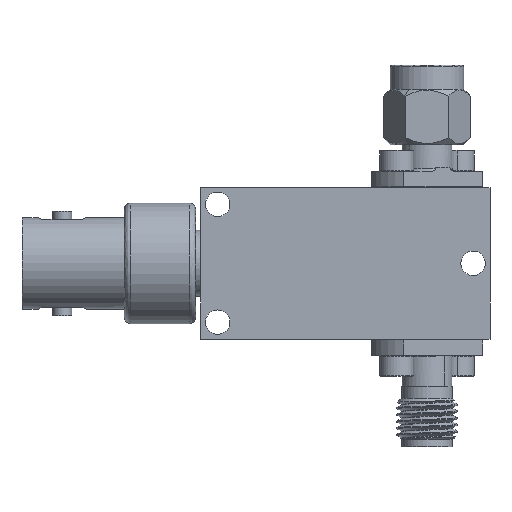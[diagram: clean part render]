
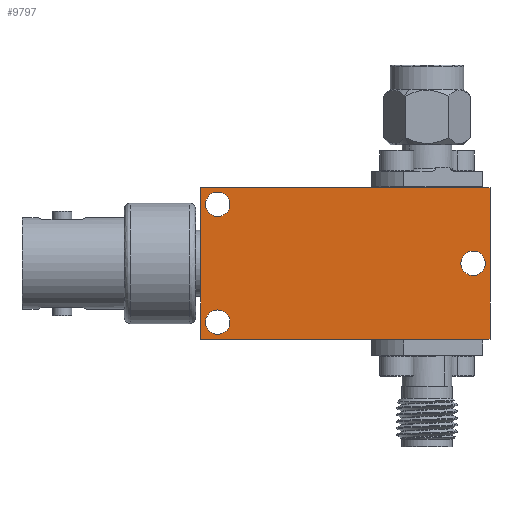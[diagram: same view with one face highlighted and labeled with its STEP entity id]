
A CAD part, front view. The second image highlights one B-rep face of the part: STEP entity #9797.
In plain terms, the highlighted planar face has unit normal (0, -1, 0).
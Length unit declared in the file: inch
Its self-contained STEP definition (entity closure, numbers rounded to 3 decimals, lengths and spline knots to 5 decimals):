
#172 = CARTESIAN_POINT ( 'NONE',  ( -0.94, -0.515, -0.3145 ) ) ;
#287 = CARTESIAN_POINT ( 'NONE',  ( -0.94, -0.515, -0.3145 ) ) ;
#560 = DIRECTION ( 'NONE',  ( 0., 1., 0. ) ) ;
#1027 = CIRCLE ( 'NONE', #3495, 0.05075 ) ;
#1097 = CIRCLE ( 'NONE', #3059, 0.05075 ) ;
#1233 = EDGE_CURVE ( 'NONE', #15083, #4593, #11003, .T. ) ;
#1414 = CARTESIAN_POINT ( 'NONE',  ( -0.87, -0.515, 0.245 ) ) ;
#1437 = LINE ( 'NONE', #287, #11710 ) ;
#1532 = VECTOR ( 'NONE', #6587, 39.37008 ) ;
#1819 = EDGE_LOOP ( 'NONE', ( #7916, #10599 ) ) ;
#1958 = VERTEX_POINT ( 'NONE', #7005 ) ;
#2016 = CARTESIAN_POINT ( 'NONE',  ( 0.26, -0.515, -0.3145 ) ) ;
#2050 = ORIENTED_EDGE ( 'NONE', *, *, #11520, .T. ) ;
#2118 = EDGE_CURVE ( 'NONE', #1958, #13263, #13178, .T. ) ;
#2137 = DIRECTION ( 'NONE',  ( 0., 1., 0. ) ) ;
#2488 = CARTESIAN_POINT ( 'NONE',  ( 0.26, -0.515, -0.3145 ) ) ;
#2643 = DIRECTION ( 'NONE',  ( 0., 0., 1. ) ) ;
#2664 = DIRECTION ( 'NONE',  ( 0., 0., 1. ) ) ;
#2726 = CARTESIAN_POINT ( 'NONE',  ( -0.87, -0.515, 0.29575 ) ) ;
#2861 = CARTESIAN_POINT ( 'NONE',  ( 0.19, -0.515, 0. ) ) ;
#3059 = AXIS2_PLACEMENT_3D ( 'NONE', #15089, #5700, #5631 ) ;
#3431 = ORIENTED_EDGE ( 'NONE', *, *, #2118, .T. ) ;
#3495 = AXIS2_PLACEMENT_3D ( 'NONE', #8206, #3509, #14060 ) ;
#3509 = DIRECTION ( 'NONE',  ( 0., 1., 0. ) ) ;
#3702 = VERTEX_POINT ( 'NONE', #2016 ) ;
#3739 = VECTOR ( 'NONE', #8384, 39.37008 ) ;
#3864 = DIRECTION ( 'NONE',  ( 0., 0., -1. ) ) ;
#4197 = CARTESIAN_POINT ( 'NONE',  ( -0.94, -0.515, -0.3145 ) ) ;
#4223 = ORIENTED_EDGE ( 'NONE', *, *, #12655, .T. ) ;
#4244 = ORIENTED_EDGE ( 'NONE', *, *, #6277, .T. ) ;
#4593 = VERTEX_POINT ( 'NONE', #11685 ) ;
#4607 = CARTESIAN_POINT ( 'NONE',  ( -0.87, -0.515, -0.19325 ) ) ;
#4774 = EDGE_CURVE ( 'NONE', #11559, #3702, #14973, .T. ) ;
#4875 = DIRECTION ( 'NONE',  ( 0., -1., 0. ) ) ;
#5170 = FACE_BOUND ( 'NONE', #10468, .T. ) ;
#5247 = ORIENTED_EDGE ( 'NONE', *, *, #1233, .T. ) ;
#5631 = DIRECTION ( 'NONE',  ( 0., 0., 1. ) ) ;
#5700 = DIRECTION ( 'NONE',  ( 0., 1., 0. ) ) ;
#6052 = DIRECTION ( 'NONE',  ( 0., 1., 0. ) ) ;
#6120 = ORIENTED_EDGE ( 'NONE', *, *, #13061, .T. ) ;
#6277 = EDGE_CURVE ( 'NONE', #3702, #1958, #13899, .T. ) ;
#6587 = DIRECTION ( 'NONE',  ( 1., 0., 0. ) ) ;
#6733 = AXIS2_PLACEMENT_3D ( 'NONE', #172, #4875, #3864 ) ;
#6781 = CARTESIAN_POINT ( 'NONE',  ( -0.94, -0.515, -0.3145 ) ) ;
#7004 = AXIS2_PLACEMENT_3D ( 'NONE', #14376, #10689, #2664 ) ;
#7005 = CARTESIAN_POINT ( 'NONE',  ( 0.26, -0.515, 0.3145 ) ) ;
#7158 = EDGE_LOOP ( 'NONE', ( #5247, #8566 ) ) ;
#7270 = CARTESIAN_POINT ( 'NONE',  ( -0.94, -0.515, 0.3145 ) ) ;
#7305 = AXIS2_PLACEMENT_3D ( 'NONE', #1414, #6052, #8641 ) ;
#7408 = FACE_OUTER_BOUND ( 'NONE', #13412, .T. ) ;
#7742 = AXIS2_PLACEMENT_3D ( 'NONE', #14916, #2137, #11537 ) ;
#7916 = ORIENTED_EDGE ( 'NONE', *, *, #12082, .T. ) ;
#8206 = CARTESIAN_POINT ( 'NONE',  ( -0.87, -0.515, 0.245 ) ) ;
#8384 = DIRECTION ( 'NONE',  ( -1., 0., 0. ) ) ;
#8525 = DIRECTION ( 'NONE',  ( 0., 0., -1. ) ) ;
#8560 = FACE_BOUND ( 'NONE', #7158, .T. ) ;
#8566 = ORIENTED_EDGE ( 'NONE', *, *, #14419, .T. ) ;
#8641 = DIRECTION ( 'NONE',  ( 0., 0., 1. ) ) ;
#8968 = CIRCLE ( 'NONE', #11202, 0.05075 ) ;
#9146 = VERTEX_POINT ( 'NONE', #4607 ) ;
#9797 = ADVANCED_FACE ( 'NONE', ( #7408, #13116, #8560, #5170 ), #12032, .T. ) ;
#10468 = EDGE_LOOP ( 'NONE', ( #4223, #2050 ) ) ;
#10599 = ORIENTED_EDGE ( 'NONE', *, *, #11977, .T. ) ;
#10689 = DIRECTION ( 'NONE',  ( 0., 1., 0. ) ) ;
#10709 = CARTESIAN_POINT ( 'NONE',  ( -0.94, -0.515, 0.3145 ) ) ;
#10737 = DIRECTION ( 'NONE',  ( 0., 0., 1. ) ) ;
#10874 = ORIENTED_EDGE ( 'NONE', *, *, #4774, .T. ) ;
#11003 = CIRCLE ( 'NONE', #7305, 0.05075 ) ;
#11202 = AXIS2_PLACEMENT_3D ( 'NONE', #2861, #560, #2643 ) ;
#11520 = EDGE_CURVE ( 'NONE', #14733, #14322, #1097, .T. ) ;
#11537 = DIRECTION ( 'NONE',  ( 0., 0., 1. ) ) ;
#11559 = VERTEX_POINT ( 'NONE', #6781 ) ;
#11685 = CARTESIAN_POINT ( 'NONE',  ( -0.87, -0.515, 0.19425 ) ) ;
#11710 = VECTOR ( 'NONE', #8525, 39.37008 ) ;
#11977 = EDGE_CURVE ( 'NONE', #15034, #9146, #13903, .T. ) ;
#12032 = PLANE ( 'NONE',  #6733 ) ;
#12082 = EDGE_CURVE ( 'NONE', #9146, #15034, #13645, .T. ) ;
#12609 = CARTESIAN_POINT ( 'NONE',  ( 0.19, -0.515, 0.05075 ) ) ;
#12655 = EDGE_CURVE ( 'NONE', #14322, #14733, #8968, .T. ) ;
#12711 = VECTOR ( 'NONE', #10737, 39.37008 ) ;
#13061 = EDGE_CURVE ( 'NONE', #13263, #11559, #1437, .T. ) ;
#13104 = CARTESIAN_POINT ( 'NONE',  ( 0.19, -0.515, -0.05075 ) ) ;
#13116 = FACE_BOUND ( 'NONE', #1819, .T. ) ;
#13178 = LINE ( 'NONE', #10709, #3739 ) ;
#13263 = VERTEX_POINT ( 'NONE', #7270 ) ;
#13371 = CARTESIAN_POINT ( 'NONE',  ( -0.87, -0.515, -0.29475 ) ) ;
#13412 = EDGE_LOOP ( 'NONE', ( #4244, #3431, #6120, #10874 ) ) ;
#13645 = CIRCLE ( 'NONE', #7004, 0.05075 ) ;
#13899 = LINE ( 'NONE', #2488, #12711 ) ;
#13903 = CIRCLE ( 'NONE', #7742, 0.05075 ) ;
#14060 = DIRECTION ( 'NONE',  ( 0., 0., 1. ) ) ;
#14322 = VERTEX_POINT ( 'NONE', #12609 ) ;
#14376 = CARTESIAN_POINT ( 'NONE',  ( -0.87, -0.515, -0.244 ) ) ;
#14419 = EDGE_CURVE ( 'NONE', #4593, #15083, #1027, .T. ) ;
#14733 = VERTEX_POINT ( 'NONE', #13104 ) ;
#14916 = CARTESIAN_POINT ( 'NONE',  ( -0.87, -0.515, -0.244 ) ) ;
#14973 = LINE ( 'NONE', #4197, #1532 ) ;
#15034 = VERTEX_POINT ( 'NONE', #13371 ) ;
#15083 = VERTEX_POINT ( 'NONE', #2726 ) ;
#15089 = CARTESIAN_POINT ( 'NONE',  ( 0.19, -0.515, 0. ) ) ;
